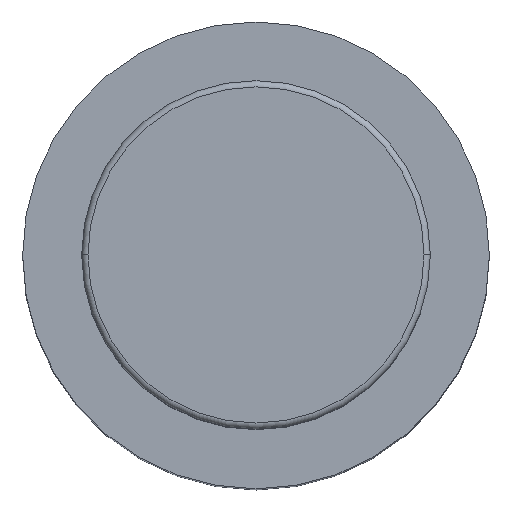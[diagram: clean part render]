
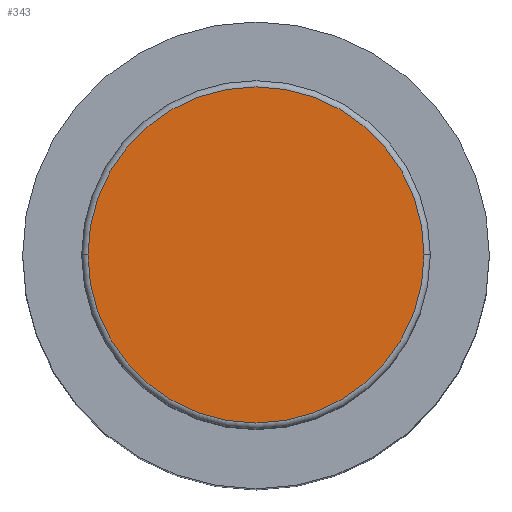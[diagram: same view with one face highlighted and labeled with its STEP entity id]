
A CAD part, top view. The second image highlights one B-rep face of the part: STEP entity #343.
In plain terms, the highlighted planar face has unit normal (0, 0, 1).
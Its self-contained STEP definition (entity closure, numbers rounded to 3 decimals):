
#25 = DIRECTION ( 'NONE',  ( 0., 0., 1. ) ) ;
#79 = CARTESIAN_POINT ( 'NONE',  ( 0., 0., 150. ) ) ;
#223 = EDGE_LOOP ( 'NONE', ( #1206, #312 ) ) ;
#248 = DIRECTION ( 'NONE',  ( 1., 0., 0. ) ) ;
#310 = DIRECTION ( 'NONE',  ( 1., 0., 0. ) ) ;
#312 = ORIENTED_EDGE ( 'NONE', *, *, #864, .T. ) ;
#325 = EDGE_CURVE ( 'NONE', #1090, #1196, #1286, .T. ) ;
#334 = AXIS2_PLACEMENT_3D ( 'NONE', #1134, #25, #1222 ) ;
#343 = ADVANCED_FACE ( 'NONE', ( #1254 ), #638, .T. ) ;
#471 = CARTESIAN_POINT ( 'NONE',  ( 0., 0., 150. ) ) ;
#592 = DIRECTION ( 'NONE',  ( 0., 0., 1. ) ) ;
#638 = PLANE ( 'NONE',  #334 ) ;
#864 = EDGE_CURVE ( 'NONE', #1196, #1090, #989, .T. ) ;
#989 = CIRCLE ( 'NONE', #1177, 27. ) ;
#1090 = VERTEX_POINT ( 'NONE', #1174 ) ;
#1113 = DIRECTION ( 'NONE',  ( 0., 0., 1. ) ) ;
#1134 = CARTESIAN_POINT ( 'NONE',  ( 0., 0., 150. ) ) ;
#1166 = CARTESIAN_POINT ( 'NONE',  ( -27., 0., 150. ) ) ;
#1174 = CARTESIAN_POINT ( 'NONE',  ( 27., 0., 150. ) ) ;
#1177 = AXIS2_PLACEMENT_3D ( 'NONE', #79, #1113, #310 ) ;
#1196 = VERTEX_POINT ( 'NONE', #1166 ) ;
#1206 = ORIENTED_EDGE ( 'NONE', *, *, #325, .T. ) ;
#1222 = DIRECTION ( 'NONE',  ( 1., 0., 0. ) ) ;
#1254 = FACE_OUTER_BOUND ( 'NONE', #223, .T. ) ;
#1273 = AXIS2_PLACEMENT_3D ( 'NONE', #471, #592, #248 ) ;
#1286 = CIRCLE ( 'NONE', #1273, 27. ) ;
